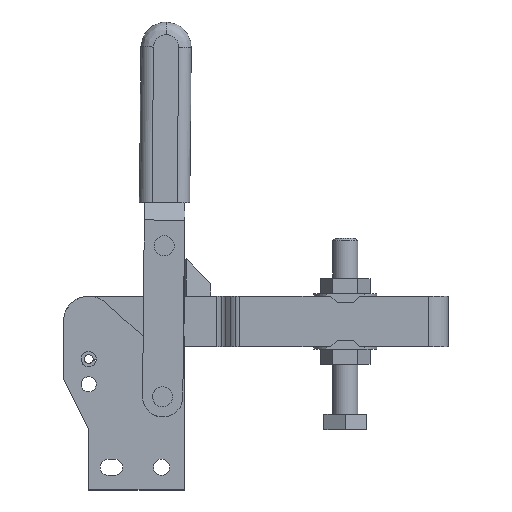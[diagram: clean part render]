
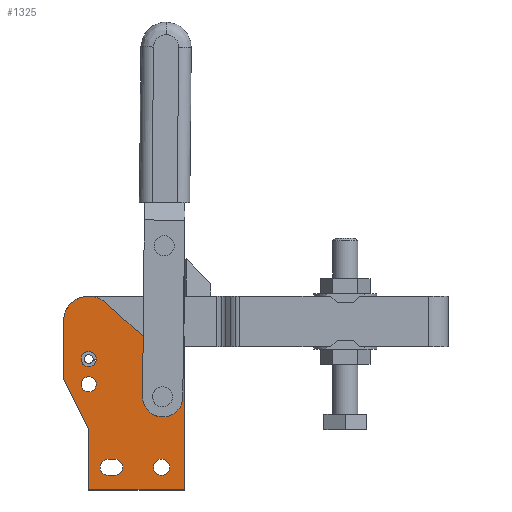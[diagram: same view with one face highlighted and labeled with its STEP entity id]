
A CAD part, top view. The second image highlights one B-rep face of the part: STEP entity #1325.
In plain terms, the highlighted planar face has unit normal (0, 0, 1).
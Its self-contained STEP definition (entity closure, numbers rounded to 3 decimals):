
#342=CARTESIAN_POINT('',(-868.634,71.49,6.0));
#343=VERTEX_POINT('',#342);
#359=CARTESIAN_POINT('',(-871.884,68.24,6.));
#360=VERTEX_POINT('',#359);
#367=CARTESIAN_POINT('',(-871.884,71.49,6.));
#368=DIRECTION('',(0.0,0.0,1.0));
#369=DIRECTION('',(1.0,0.0,0.0));
#370=AXIS2_PLACEMENT_3D('',#367,#368,#369);
#371=CIRCLE('',#370,3.25);
#372=EDGE_CURVE('',#360,#343,#371,.T.);
#384=CARTESIAN_POINT('',(-877.634,71.49,6.0));
#385=VERTEX_POINT('',#384);
#401=CARTESIAN_POINT('',(-874.384,74.74,6.));
#402=VERTEX_POINT('',#401);
#409=CARTESIAN_POINT('',(-874.384,71.49,6.));
#410=DIRECTION('',(0.0,0.0,1.0));
#411=DIRECTION('',(-1.0,0.0,0.0));
#412=AXIS2_PLACEMENT_3D('',#409,#410,#411);
#413=CIRCLE('',#412,3.25);
#414=EDGE_CURVE('',#402,#385,#413,.T.);
#426=CARTESIAN_POINT('',(-886.216,138.619,6.0));
#427=VERTEX_POINT('',#426);
#443=CARTESIAN_POINT('',(-892.134,129.49,6.));
#444=VERTEX_POINT('',#443);
#451=CARTESIAN_POINT('',(-882.134,129.49,6.));
#452=DIRECTION('',(0.0,0.0,-1.));
#453=DIRECTION('',(-0.408,0.913,0.0));
#454=AXIS2_PLACEMENT_3D('',#451,#452,#453);
#455=CIRCLE('',#454,10.0);
#456=EDGE_CURVE('',#444,#427,#455,.T.);
#468=CARTESIAN_POINT('',(-851.147,119.539,6.0));
#469=VERTEX_POINT('',#468);
#485=CARTESIAN_POINT('',(-858.8,122.036,6.));
#486=VERTEX_POINT('',#485);
#493=CARTESIAN_POINT('',(-852.134,129.49,6.));
#494=DIRECTION('',(0.0,0.0,1.0));
#495=DIRECTION('',(0.099,-0.995,0.0));
#496=AXIS2_PLACEMENT_3D('',#493,#494,#495);
#497=CIRCLE('',#496,10.);
#498=EDGE_CURVE('',#486,#469,#497,.T.);
#510=CARTESIAN_POINT('',(-879.134,104.49,6.));
#511=VERTEX_POINT('',#510);
#527=CARTESIAN_POINT('',(-885.134,104.49,6.));
#528=VERTEX_POINT('',#527);
#535=CARTESIAN_POINT('',(-882.134,104.49,6.));
#536=DIRECTION('',(0.0,0.0,1.0));
#537=DIRECTION('',(1.0,0.0,0.0));
#538=AXIS2_PLACEMENT_3D('',#535,#536,#537);
#539=CIRCLE('',#538,3.);
#540=EDGE_CURVE('',#528,#511,#539,.T.);
#552=CARTESIAN_POINT('',(-849.884,71.49,6.));
#553=VERTEX_POINT('',#552);
#569=CARTESIAN_POINT('',(-856.384,71.49,6.));
#570=VERTEX_POINT('',#569);
#577=CARTESIAN_POINT('',(-853.134,71.49,6.));
#578=DIRECTION('',(0.0,0.0,1.0));
#579=DIRECTION('',(1.0,0.0,0.0));
#580=AXIS2_PLACEMENT_3D('',#577,#578,#579);
#581=CIRCLE('',#580,3.25);
#582=EDGE_CURVE('',#570,#553,#581,.T.);
#676=CARTESIAN_POINT('',(-885.108,114.882,6.0));
#677=VERTEX_POINT('',#676);
#686=CARTESIAN_POINT('',(-879.236,113.713,6.));
#687=VERTEX_POINT('',#686);
#688=CARTESIAN_POINT('',(-882.134,114.49,6.));
#689=DIRECTION('',(0.0,0.0,1.0));
#690=DIRECTION('',(1.0,0.0,0.0));
#691=AXIS2_PLACEMENT_3D('',#688,#689,#690);
#692=CIRCLE('',#691,3.);
#693=EDGE_CURVE('',#677,#687,#692,.T.);
#802=CARTESIAN_POINT('',(-848.713,99.493,6.));
#803=VERTEX_POINT('',#802);
#812=CARTESIAN_POINT('',(-856.713,99.493,6.));
#813=VERTEX_POINT('',#812);
#814=CARTESIAN_POINT('',(-852.713,99.493,6.));
#815=DIRECTION('',(0.0,0.0,-1.0));
#816=DIRECTION('',(1.0,0.0,0.0));
#817=AXIS2_PLACEMENT_3D('',#814,#815,#816);
#818=CIRCLE('',#817,4.);
#819=EDGE_CURVE('',#813,#803,#818,.T.);
#919=CARTESIAN_POINT('',(-852.713,99.493,6.));
#920=DIRECTION('',(0.0,0.0,-1.0));
#921=DIRECTION('',(1.0,0.0,0.0));
#922=AXIS2_PLACEMENT_3D('',#919,#920,#921);
#923=CIRCLE('',#922,4.);
#924=EDGE_CURVE('',#803,#813,#923,.T.);
#1001=CARTESIAN_POINT('',(-879.134,114.49,6.));
#1002=VERTEX_POINT('',#1001);
#1009=CARTESIAN_POINT('',(-882.134,114.49,6.));
#1010=DIRECTION('',(0.0,0.0,1.0));
#1011=DIRECTION('',(1.0,0.0,0.0));
#1012=AXIS2_PLACEMENT_3D('',#1009,#1010,#1011);
#1013=CIRCLE('',#1012,3.);
#1014=EDGE_CURVE('',#1002,#677,#1013,.T.);
#1185=CARTESIAN_POINT('',(-885.134,114.49,6.));
#1186=DIRECTION('',(0.0,0.0,-1.0));
#1187=DIRECTION('',(-1.0,0.0,0.0));
#1188=AXIS2_PLACEMENT_3D('',#1185,#1186,#1187);
#1189=PLANE('',#1188);
#1190=CARTESIAN_POINT('',(-844.134,62.49,6.));
#1191=VERTEX_POINT('',#1190);
#1192=CARTESIAN_POINT('',(-882.134,62.49,6.));
#1193=VERTEX_POINT('',#1192);
#1194=CARTESIAN_POINT('',(-844.134,62.49,6.));
#1195=DIRECTION('',(-1.0,0.0,0.0));
#1196=VECTOR('',#1195,38.);
#1197=LINE('',#1194,#1196);
#1198=EDGE_CURVE('',#1191,#1193,#1197,.T.);
#1199=ORIENTED_EDGE('',*,*,#1198,.F.);
#1200=CARTESIAN_POINT('',(-844.134,123.49,6.));
#1201=VERTEX_POINT('',#1200);
#1202=CARTESIAN_POINT('',(-844.134,123.49,6.));
#1203=DIRECTION('',(0.,-1.0,0.0));
#1204=VECTOR('',#1203,61.);
#1205=LINE('',#1202,#1204);
#1206=EDGE_CURVE('',#1201,#1191,#1205,.T.);
#1207=ORIENTED_EDGE('',*,*,#1206,.F.);
#1208=CARTESIAN_POINT('',(-852.134,129.49,6.));
#1209=DIRECTION('',(0.0,0.0,1.0));
#1210=DIRECTION('',(0.099,-0.995,0.0));
#1211=AXIS2_PLACEMENT_3D('',#1208,#1209,#1210);
#1212=CIRCLE('',#1211,10.);
#1213=EDGE_CURVE('',#469,#1201,#1212,.T.);
#1214=ORIENTED_EDGE('',*,*,#1213,.F.);
#1215=ORIENTED_EDGE('',*,*,#498,.F.);
#1216=CARTESIAN_POINT('',(-875.467,136.943,6.));
#1217=VERTEX_POINT('',#1216);
#1218=CARTESIAN_POINT('',(-875.467,136.943,6.));
#1219=DIRECTION('',(0.745,-0.667,0.0));
#1220=VECTOR('',#1219,22.361);
#1221=LINE('',#1218,#1220);
#1222=EDGE_CURVE('',#1217,#486,#1221,.T.);
#1223=ORIENTED_EDGE('',*,*,#1222,.F.);
#1224=CARTESIAN_POINT('',(-882.134,129.49,6.));
#1225=DIRECTION('',(0.0,0.0,-1.));
#1226=DIRECTION('',(-0.408,0.913,0.0));
#1227=AXIS2_PLACEMENT_3D('',#1224,#1225,#1226);
#1228=CIRCLE('',#1227,10.0);
#1229=EDGE_CURVE('',#427,#1217,#1228,.T.);
#1230=ORIENTED_EDGE('',*,*,#1229,.F.);
#1231=ORIENTED_EDGE('',*,*,#456,.F.);
#1232=CARTESIAN_POINT('',(-892.134,106.49,6.));
#1233=VERTEX_POINT('',#1232);
#1234=CARTESIAN_POINT('',(-892.134,106.49,6.));
#1235=DIRECTION('',(0.,1.0,0.0));
#1236=VECTOR('',#1235,23.0);
#1237=LINE('',#1234,#1236);
#1238=EDGE_CURVE('',#1233,#444,#1237,.T.);
#1239=ORIENTED_EDGE('',*,*,#1238,.F.);
#1240=CARTESIAN_POINT('',(-882.134,86.49,6.));
#1241=VERTEX_POINT('',#1240);
#1242=CARTESIAN_POINT('',(-882.134,86.49,6.));
#1243=DIRECTION('',(-0.447,0.894,0.0));
#1244=VECTOR('',#1243,22.361);
#1245=LINE('',#1242,#1244);
#1246=EDGE_CURVE('',#1241,#1233,#1245,.T.);
#1247=ORIENTED_EDGE('',*,*,#1246,.F.);
#1248=CARTESIAN_POINT('',(-882.134,62.49,6.));
#1249=DIRECTION('',(0.0,1.0,0.0));
#1250=VECTOR('',#1249,24.);
#1251=LINE('',#1248,#1250);
#1252=EDGE_CURVE('',#1193,#1241,#1251,.T.);
#1253=ORIENTED_EDGE('',*,*,#1252,.F.);
#1254=EDGE_LOOP('',(#1199,#1207,#1214,#1215,#1223,#1230,#1231,#1239,#1247,#1253));
#1255=FACE_OUTER_BOUND('',#1254,.T.);
#1256=ORIENTED_EDGE('',*,*,#819,.T.);
#1257=ORIENTED_EDGE('',*,*,#924,.T.);
#1258=EDGE_LOOP('',(#1256,#1257));
#1259=FACE_BOUND('',#1258,.T.);
#1260=ORIENTED_EDGE('',*,*,#1014,.F.);
#1261=CARTESIAN_POINT('',(-882.134,114.49,6.));
#1262=DIRECTION('',(0.0,0.0,1.0));
#1263=DIRECTION('',(1.0,0.0,0.0));
#1264=AXIS2_PLACEMENT_3D('',#1261,#1262,#1263);
#1265=CIRCLE('',#1264,3.);
#1266=EDGE_CURVE('',#687,#1002,#1265,.T.);
#1267=ORIENTED_EDGE('',*,*,#1266,.F.);
#1268=ORIENTED_EDGE('',*,*,#693,.F.);
#1269=EDGE_LOOP('',(#1260,#1267,#1268));
#1270=FACE_BOUND('',#1269,.T.);
#1271=ORIENTED_EDGE('',*,*,#582,.F.);
#1272=CARTESIAN_POINT('',(-853.134,71.49,6.));
#1273=DIRECTION('',(0.0,0.0,1.0));
#1274=DIRECTION('',(1.0,0.0,0.0));
#1275=AXIS2_PLACEMENT_3D('',#1272,#1273,#1274);
#1276=CIRCLE('',#1275,3.25);
#1277=EDGE_CURVE('',#553,#570,#1276,.T.);
#1278=ORIENTED_EDGE('',*,*,#1277,.F.);
#1279=EDGE_LOOP('',(#1271,#1278));
#1280=FACE_BOUND('',#1279,.T.);
#1281=CARTESIAN_POINT('',(-871.884,74.74,6.));
#1282=VERTEX_POINT('',#1281);
#1283=CARTESIAN_POINT('',(-871.884,74.74,6.));
#1284=DIRECTION('',(-1.0,0.0,0.0));
#1285=VECTOR('',#1284,2.5);
#1286=LINE('',#1283,#1285);
#1287=EDGE_CURVE('',#1282,#402,#1286,.T.);
#1288=ORIENTED_EDGE('',*,*,#1287,.F.);
#1289=CARTESIAN_POINT('',(-871.884,71.49,6.));
#1290=DIRECTION('',(0.0,0.0,1.0));
#1291=DIRECTION('',(1.0,0.0,0.0));
#1292=AXIS2_PLACEMENT_3D('',#1289,#1290,#1291);
#1293=CIRCLE('',#1292,3.25);
#1294=EDGE_CURVE('',#343,#1282,#1293,.T.);
#1295=ORIENTED_EDGE('',*,*,#1294,.F.);
#1296=ORIENTED_EDGE('',*,*,#372,.F.);
#1297=CARTESIAN_POINT('',(-874.384,68.24,6.));
#1298=VERTEX_POINT('',#1297);
#1299=CARTESIAN_POINT('',(-874.384,68.24,6.));
#1300=DIRECTION('',(1.0,0.0,0.0));
#1301=VECTOR('',#1300,2.5);
#1302=LINE('',#1299,#1301);
#1303=EDGE_CURVE('',#1298,#360,#1302,.T.);
#1304=ORIENTED_EDGE('',*,*,#1303,.F.);
#1305=CARTESIAN_POINT('',(-874.384,71.49,6.));
#1306=DIRECTION('',(0.0,0.0,1.0));
#1307=DIRECTION('',(-1.0,0.0,0.0));
#1308=AXIS2_PLACEMENT_3D('',#1305,#1306,#1307);
#1309=CIRCLE('',#1308,3.25);
#1310=EDGE_CURVE('',#385,#1298,#1309,.T.);
#1311=ORIENTED_EDGE('',*,*,#1310,.F.);
#1312=ORIENTED_EDGE('',*,*,#414,.F.);
#1313=EDGE_LOOP('',(#1288,#1295,#1296,#1304,#1311,#1312));
#1314=FACE_BOUND('',#1313,.T.);
#1315=ORIENTED_EDGE('',*,*,#540,.F.);
#1316=CARTESIAN_POINT('',(-882.134,104.49,6.));
#1317=DIRECTION('',(0.0,0.0,1.0));
#1318=DIRECTION('',(1.0,0.0,0.0));
#1319=AXIS2_PLACEMENT_3D('',#1316,#1317,#1318);
#1320=CIRCLE('',#1319,3.);
#1321=EDGE_CURVE('',#511,#528,#1320,.T.);
#1322=ORIENTED_EDGE('',*,*,#1321,.F.);
#1323=EDGE_LOOP('',(#1315,#1322));
#1324=FACE_BOUND('',#1323,.T.);
#1325=ADVANCED_FACE('',(#1255,#1259,#1270,#1280,#1314,#1324),#1189,.F.);
